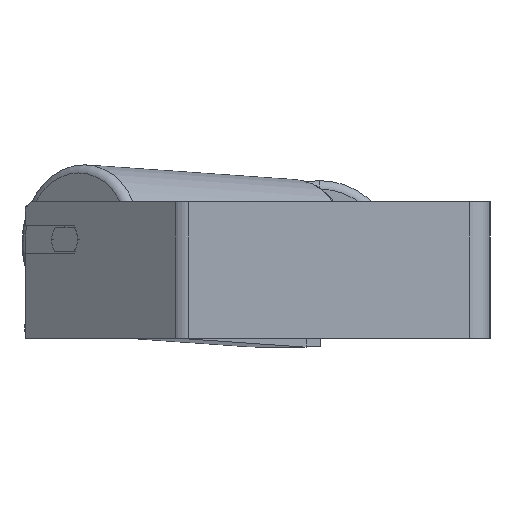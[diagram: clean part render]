
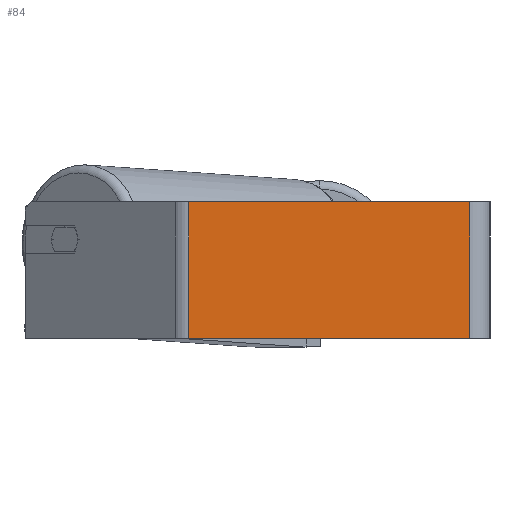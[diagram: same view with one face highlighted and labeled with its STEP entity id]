
A CAD part, left-side view. The second image highlights one B-rep face of the part: STEP entity #84.
In plain terms, the highlighted planar face has unit normal (-1, 0, 0).
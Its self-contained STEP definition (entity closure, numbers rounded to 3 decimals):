
#84 = ADVANCED_FACE ( 'NONE', ( #8325 ), #4212, .F. ) ;
#95 = EDGE_CURVE ( 'NONE', #304, #3716, #7914, .T. ) ;
#304 = VERTEX_POINT ( 'NONE', #5206 ) ;
#697 = CARTESIAN_POINT ( 'NONE',  ( -360., 181.109, -40. ) ) ;
#852 = ORIENTED_EDGE ( 'NONE', *, *, #95, .T. ) ;
#969 = DIRECTION ( 'NONE',  ( 0., 0., -1. ) ) ;
#980 = CARTESIAN_POINT ( 'NONE',  ( -360., 176.741, -40. ) ) ;
#1050 = VECTOR ( 'NONE', #969, 1000. ) ;
#1193 = VERTEX_POINT ( 'NONE', #2772 ) ;
#1399 = VERTEX_POINT ( 'NONE', #3677 ) ;
#1871 = VECTOR ( 'NONE', #6217, 1000. ) ;
#2381 = EDGE_CURVE ( 'NONE', #1193, #1399, #6941, .T. ) ;
#2772 = CARTESIAN_POINT ( 'NONE',  ( -360., 12., 40. ) ) ;
#3677 = CARTESIAN_POINT ( 'NONE',  ( -360., 12., -40. ) ) ;
#3716 = VERTEX_POINT ( 'NONE', #980 ) ;
#3717 = LINE ( 'NONE', #5855, #5650 ) ;
#4212 = PLANE ( 'NONE',  #7037 ) ;
#4223 = ORIENTED_EDGE ( 'NONE', *, *, #2381, .F. ) ;
#4561 = VECTOR ( 'NONE', #4855, 1000. ) ;
#4855 = DIRECTION ( 'NONE',  ( 0., 0., -1. ) ) ;
#5206 = CARTESIAN_POINT ( 'NONE',  ( -360., 176.741, 40. ) ) ;
#5212 = DIRECTION ( 'NONE',  ( 0., -1., 0. ) ) ;
#5256 = EDGE_LOOP ( 'NONE', ( #7101, #4223, #7334, #852 ) ) ;
#5650 = VECTOR ( 'NONE', #5212, 1000. ) ;
#5855 = CARTESIAN_POINT ( 'NONE',  ( -360., 181.109, 40. ) ) ;
#6217 = DIRECTION ( 'NONE',  ( 0., -1., 0. ) ) ;
#6298 = LINE ( 'NONE', #697, #1871 ) ;
#6941 = LINE ( 'NONE', #7723, #4561 ) ;
#7012 = CARTESIAN_POINT ( 'NONE',  ( -360., 181.109, 40. ) ) ;
#7037 = AXIS2_PLACEMENT_3D ( 'NONE', #7012, #7565, #8422 ) ;
#7101 = ORIENTED_EDGE ( 'NONE', *, *, #7470, .T. ) ;
#7205 = EDGE_CURVE ( 'NONE', #304, #1193, #3717, .T. ) ;
#7334 = ORIENTED_EDGE ( 'NONE', *, *, #7205, .F. ) ;
#7470 = EDGE_CURVE ( 'NONE', #3716, #1399, #6298, .T. ) ;
#7565 = DIRECTION ( 'NONE',  ( 1., 0., 0. ) ) ;
#7723 = CARTESIAN_POINT ( 'NONE',  ( -360., 12., 40. ) ) ;
#7914 = LINE ( 'NONE', #8501, #1050 ) ;
#8325 = FACE_OUTER_BOUND ( 'NONE', #5256, .T. ) ;
#8422 = DIRECTION ( 'NONE',  ( 0., 0., -1. ) ) ;
#8501 = CARTESIAN_POINT ( 'NONE',  ( -360., 176.741, 40. ) ) ;
